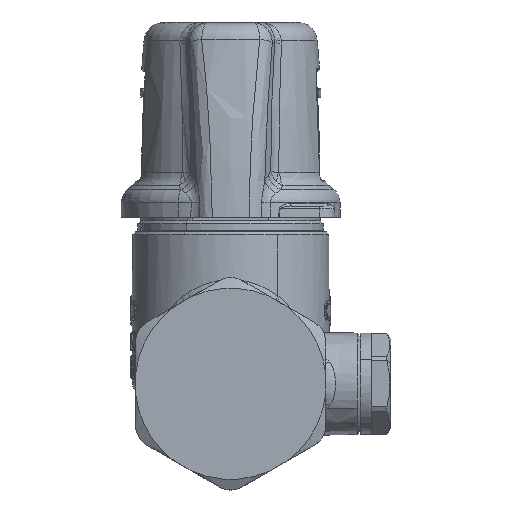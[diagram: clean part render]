
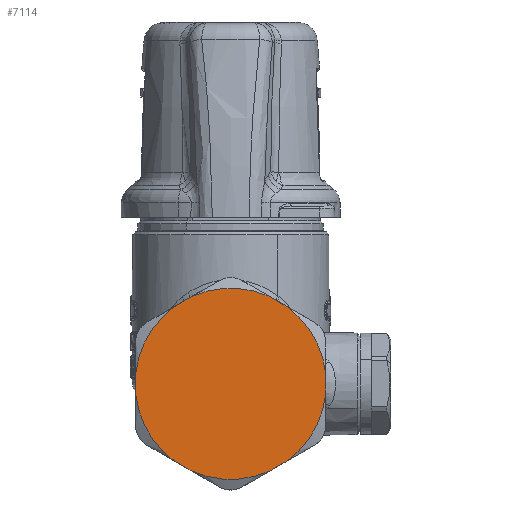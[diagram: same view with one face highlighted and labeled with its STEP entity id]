
A CAD part, front view. The second image highlights one B-rep face of the part: STEP entity #7114.
In plain terms, the highlighted planar face has unit normal (0, -1, 0).
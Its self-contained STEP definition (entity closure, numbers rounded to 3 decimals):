
#6714=CARTESIAN_POINT('Axis2P3D Location',(0.,-37.5,0.)) ;
#6718=CARTESIAN_POINT('Vertex',(16.9,-37.5,1.841)) ;
#6720=CARTESIAN_POINT('Vertex',(10.045,-37.5,13.715)) ;
#6789=CARTESIAN_POINT('Axis2P3D Location',(0.,-37.5,0.)) ;
#6793=CARTESIAN_POINT('Vertex',(6.855,-37.5,15.556)) ;
#6795=CARTESIAN_POINT('Vertex',(-6.855,-37.5,15.556)) ;
#6864=CARTESIAN_POINT('Axis2P3D Location',(0.,-37.5,0.)) ;
#6868=CARTESIAN_POINT('Vertex',(10.045,-37.5,-13.715)) ;
#6870=CARTESIAN_POINT('Vertex',(16.9,-37.5,-1.841)) ;
#6939=CARTESIAN_POINT('Axis2P3D Location',(0.,-37.5,0.)) ;
#6943=CARTESIAN_POINT('Vertex',(-6.855,-37.5,-15.556)) ;
#6945=CARTESIAN_POINT('Vertex',(6.855,-37.5,-15.556)) ;
#7014=CARTESIAN_POINT('Axis2P3D Location',(0.,-37.5,0.)) ;
#7018=CARTESIAN_POINT('Vertex',(-10.045,-37.5,13.715)) ;
#7020=CARTESIAN_POINT('Vertex',(-16.9,-37.5,1.841)) ;
#7056=CARTESIAN_POINT('Axis2P3D Location',(0.,-37.5,17.)) ;
#7061=CARTESIAN_POINT('Line Origine',(8.45,-37.5,14.636)) ;
#7066=CARTESIAN_POINT('Line Origine',(-8.45,-37.5,14.636)) ;
#7071=CARTESIAN_POINT('Line Origine',(-16.9,-37.5,0.)) ;
#7075=CARTESIAN_POINT('Vertex',(-16.9,-37.5,-1.841)) ;
#7078=CARTESIAN_POINT('Axis2P3D Location',(0.,-37.5,0.)) ;
#7082=CARTESIAN_POINT('Vertex',(-10.045,-37.5,-13.715)) ;
#7085=CARTESIAN_POINT('Line Origine',(-8.45,-37.5,-14.636)) ;
#7090=CARTESIAN_POINT('Line Origine',(8.45,-37.5,-14.636)) ;
#7095=CARTESIAN_POINT('Line Origine',(16.9,-37.5,0.)) ;
#7063=VECTOR('Line Direction',#7062,1.) ;
#7068=VECTOR('Line Direction',#7067,1.) ;
#7073=VECTOR('Line Direction',#7072,1.) ;
#7087=VECTOR('Line Direction',#7086,1.) ;
#7092=VECTOR('Line Direction',#7091,1.) ;
#7097=VECTOR('Line Direction',#7096,1.) ;
#6715=DIRECTION('Axis2P3D Direction',(0.,1.,-0.)) ;
#6790=DIRECTION('Axis2P3D Direction',(0.,1.,-0.)) ;
#6865=DIRECTION('Axis2P3D Direction',(0.,1.,-0.)) ;
#6940=DIRECTION('Axis2P3D Direction',(0.,1.,-0.)) ;
#7015=DIRECTION('Axis2P3D Direction',(0.,1.,-0.)) ;
#7057=DIRECTION('Axis2P3D Direction',(0.,-1.,0.)) ;
#7058=DIRECTION('Axis2P3D XDirection',(1.,0.,0.)) ;
#7062=DIRECTION('Vector Direction',(0.866,0.,-0.5)) ;
#7067=DIRECTION('Vector Direction',(-0.866,0.,-0.5)) ;
#7072=DIRECTION('Vector Direction',(0.,0.,1.)) ;
#7079=DIRECTION('Axis2P3D Direction',(0.,-1.,0.)) ;
#7086=DIRECTION('Vector Direction',(-0.866,0.,0.5)) ;
#7091=DIRECTION('Vector Direction',(0.866,0.,0.5)) ;
#7096=DIRECTION('Vector Direction',(0.,0.,-1.)) ;
#6716=AXIS2_PLACEMENT_3D('Circle Axis2P3D',#6714,#6715,$) ;
#6791=AXIS2_PLACEMENT_3D('Circle Axis2P3D',#6789,#6790,$) ;
#6866=AXIS2_PLACEMENT_3D('Circle Axis2P3D',#6864,#6865,$) ;
#6941=AXIS2_PLACEMENT_3D('Circle Axis2P3D',#6939,#6940,$) ;
#7016=AXIS2_PLACEMENT_3D('Circle Axis2P3D',#7014,#7015,$) ;
#7059=AXIS2_PLACEMENT_3D('Plane Axis2P3D',#7056,#7057,#7058) ;
#7080=AXIS2_PLACEMENT_3D('Circle Axis2P3D',#7078,#7079,$) ;
#7064=LINE('Line',#7061,#7063) ;
#7069=LINE('Line',#7066,#7068) ;
#7074=LINE('Line',#7071,#7073) ;
#7088=LINE('Line',#7085,#7087) ;
#7093=LINE('Line',#7090,#7092) ;
#7098=LINE('Line',#7095,#7097) ;
#6717=CIRCLE('generated circle',#6716,17.) ;
#6792=CIRCLE('generated circle',#6791,17.) ;
#6867=CIRCLE('generated circle',#6866,17.) ;
#6942=CIRCLE('generated circle',#6941,17.) ;
#7017=CIRCLE('generated circle',#7016,17.) ;
#7081=CIRCLE('generated circle',#7080,17.) ;
#7060=PLANE('',#7059) ;
#6722=EDGE_CURVE('',#6719,#6721,#6717,.F.) ;
#6797=EDGE_CURVE('',#6794,#6796,#6792,.F.) ;
#6872=EDGE_CURVE('',#6869,#6871,#6867,.F.) ;
#6947=EDGE_CURVE('',#6944,#6946,#6942,.F.) ;
#7022=EDGE_CURVE('',#7019,#7021,#7017,.F.) ;
#7065=EDGE_CURVE('',#6794,#6721,#7064,.T.) ;
#7070=EDGE_CURVE('',#6796,#7019,#7069,.T.) ;
#7077=EDGE_CURVE('',#7076,#7021,#7074,.T.) ;
#7084=EDGE_CURVE('',#7076,#7083,#7081,.T.) ;
#7089=EDGE_CURVE('',#6944,#7083,#7088,.T.) ;
#7094=EDGE_CURVE('',#6946,#6869,#7093,.T.) ;
#7099=EDGE_CURVE('',#6719,#6871,#7098,.T.) ;
#7101=ORIENTED_EDGE('',*,*,#6722,.T.) ;
#7102=ORIENTED_EDGE('',*,*,#7065,.F.) ;
#7103=ORIENTED_EDGE('',*,*,#6797,.T.) ;
#7104=ORIENTED_EDGE('',*,*,#7070,.T.) ;
#7105=ORIENTED_EDGE('',*,*,#7022,.T.) ;
#7106=ORIENTED_EDGE('',*,*,#7077,.F.) ;
#7107=ORIENTED_EDGE('',*,*,#7084,.T.) ;
#7108=ORIENTED_EDGE('',*,*,#7089,.F.) ;
#7109=ORIENTED_EDGE('',*,*,#6947,.T.) ;
#7110=ORIENTED_EDGE('',*,*,#7094,.T.) ;
#7111=ORIENTED_EDGE('',*,*,#6872,.T.) ;
#7112=ORIENTED_EDGE('',*,*,#7099,.F.) ;
#7100=EDGE_LOOP('',(#7101,#7102,#7103,#7104,#7105,#7106,#7107,#7108,#7109,#7110,#7111,#7112)) ;
#6719=VERTEX_POINT('',#6718) ;
#6721=VERTEX_POINT('',#6720) ;
#6794=VERTEX_POINT('',#6793) ;
#6796=VERTEX_POINT('',#6795) ;
#6869=VERTEX_POINT('',#6868) ;
#6871=VERTEX_POINT('',#6870) ;
#6944=VERTEX_POINT('',#6943) ;
#6946=VERTEX_POINT('',#6945) ;
#7019=VERTEX_POINT('',#7018) ;
#7021=VERTEX_POINT('',#7020) ;
#7076=VERTEX_POINT('',#7075) ;
#7083=VERTEX_POINT('',#7082) ;
#7114=ADVANCED_FACE('PartBody',(#7113),#7060,.T.) ;
#7113=FACE_OUTER_BOUND('',#7100,.T.) ;
